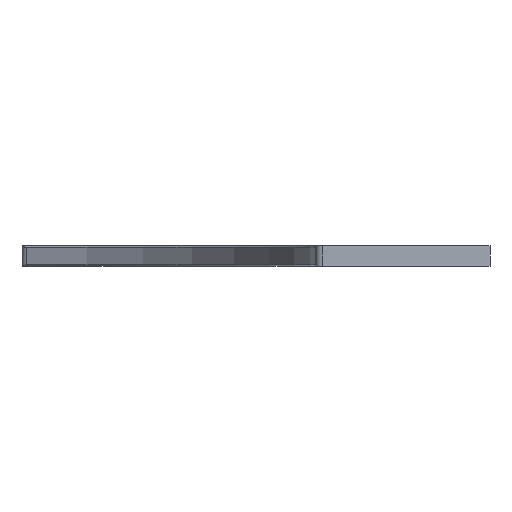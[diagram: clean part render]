
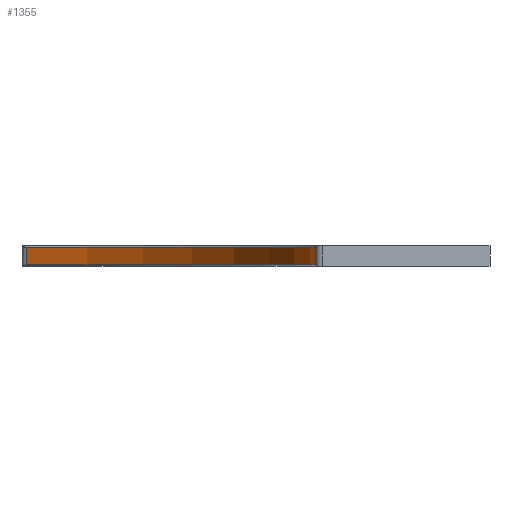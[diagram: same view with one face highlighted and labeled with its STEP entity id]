
A CAD part, front view. The second image highlights one B-rep face of the part: STEP entity #1355.
In plain terms, the highlighted cylindrical face has radius 204.787 mm (diameter 409.575 mm), a partial arc.
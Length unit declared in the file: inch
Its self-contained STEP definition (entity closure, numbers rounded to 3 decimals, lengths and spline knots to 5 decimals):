
#221 = ORIENTED_EDGE ( 'NONE', *, *, #442, .T. ) ;
#320 = VECTOR ( 'NONE', #4560, 39.37008 ) ;
#442 = EDGE_CURVE ( 'NONE', #8347, #7865, #6067, .T. ) ;
#593 = CARTESIAN_POINT ( 'NONE',  ( 2.87288, 7.53329, -0.3735 ) ) ;
#725 = LINE ( 'NONE', #593, #4516 ) ;
#1070 = CARTESIAN_POINT ( 'NONE',  ( 8.06156, 0.12309, -0.3425 ) ) ;
#1167 = CARTESIAN_POINT ( 'NONE',  ( 8.06156, 0.12309, -0.3735 ) ) ;
#1209 = AXIS2_PLACEMENT_3D ( 'NONE', #7982, #5359, #3190 ) ;
#1276 = CARTESIAN_POINT ( 'NONE',  ( 2.87288, 7.53329, -0.3425 ) ) ;
#1324 = EDGE_LOOP ( 'NONE', ( #221, #3641, #4461, #7292 ) ) ;
#1355 = ADVANCED_FACE ( 'NONE', ( #6580 ), #3172, .F. ) ;
#1443 = DIRECTION ( 'NONE',  ( 0., 0., -1. ) ) ;
#1595 = EDGE_CURVE ( 'NONE', #7865, #7416, #2590, .T. ) ;
#1755 = CARTESIAN_POINT ( 'NONE',  ( 0., 0., -0.031 ) ) ;
#2229 = CIRCLE ( 'NONE', #4797, 8.0625 ) ;
#2290 = CARTESIAN_POINT ( 'NONE',  ( 0., 0., -0.3735 ) ) ;
#2371 = CARTESIAN_POINT ( 'NONE',  ( 2.87288, 7.53329, -0.031 ) ) ;
#2590 = LINE ( 'NONE', #1167, #320 ) ;
#2692 = CARTESIAN_POINT ( 'NONE',  ( 8.06156, 0.12309, -0.031 ) ) ;
#3125 = VERTEX_POINT ( 'NONE', #2371 ) ;
#3172 = CYLINDRICAL_SURFACE ( 'NONE', #4019, 8.0625 ) ;
#3190 = DIRECTION ( 'NONE',  ( 1., 0., 0. ) ) ;
#3641 = ORIENTED_EDGE ( 'NONE', *, *, #1595, .T. ) ;
#4019 = AXIS2_PLACEMENT_3D ( 'NONE', #2290, #5020, #4425 ) ;
#4425 = DIRECTION ( 'NONE',  ( 1., 0., 0. ) ) ;
#4461 = ORIENTED_EDGE ( 'NONE', *, *, #4801, .T. ) ;
#4516 = VECTOR ( 'NONE', #1443, 39.37008 ) ;
#4560 = DIRECTION ( 'NONE',  ( 0., 0., 1. ) ) ;
#4613 = DIRECTION ( 'NONE',  ( 1., 0., 0. ) ) ;
#4797 = AXIS2_PLACEMENT_3D ( 'NONE', #1755, #5867, #4613 ) ;
#4801 = EDGE_CURVE ( 'NONE', #7416, #3125, #2229, .T. ) ;
#5020 = DIRECTION ( 'NONE',  ( 0., 0., 1. ) ) ;
#5359 = DIRECTION ( 'NONE',  ( 0., 0., -1. ) ) ;
#5867 = DIRECTION ( 'NONE',  ( 0., 0., 1. ) ) ;
#5885 = EDGE_CURVE ( 'NONE', #3125, #8347, #725, .T. ) ;
#6067 = CIRCLE ( 'NONE', #1209, 8.0625 ) ;
#6580 = FACE_OUTER_BOUND ( 'NONE', #1324, .T. ) ;
#7292 = ORIENTED_EDGE ( 'NONE', *, *, #5885, .T. ) ;
#7416 = VERTEX_POINT ( 'NONE', #2692 ) ;
#7865 = VERTEX_POINT ( 'NONE', #1070 ) ;
#7982 = CARTESIAN_POINT ( 'NONE',  ( 0., 0., -0.3425 ) ) ;
#8347 = VERTEX_POINT ( 'NONE', #1276 ) ;
